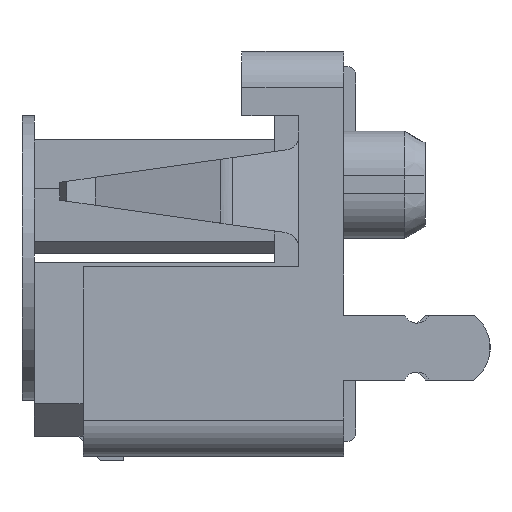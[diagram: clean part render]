
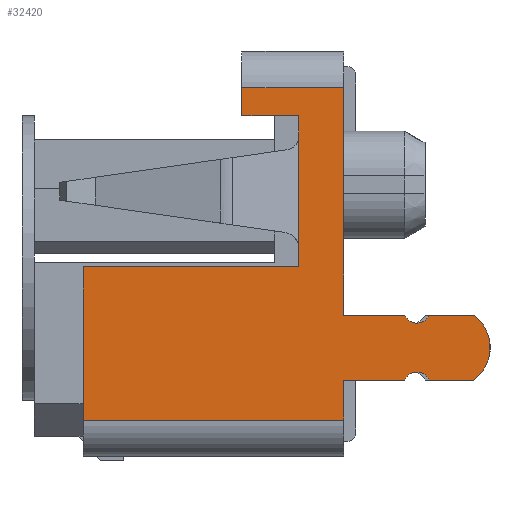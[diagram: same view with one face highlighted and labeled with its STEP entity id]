
A CAD part, left-side view. The second image highlights one B-rep face of the part: STEP entity #32420.
In plain terms, the highlighted planar face has unit normal (-1, 0, 0).
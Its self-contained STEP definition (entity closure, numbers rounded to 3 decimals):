
#2767=LINE('',#50606,#6942);
#2838=LINE('',#50730,#7013);
#2842=LINE('',#50738,#7017);
#2961=LINE('',#50989,#7136);
#2981=LINE('',#51033,#7156);
#2982=LINE('',#51036,#7157);
#2983=LINE('',#51038,#7158);
#2984=LINE('',#51040,#7159);
#2985=LINE('',#51041,#7160);
#2986=LINE('',#51042,#7161);
#2987=LINE('',#51043,#7162);
#2988=LINE('',#51047,#7163);
#2989=LINE('',#51051,#7164);
#2990=LINE('',#51055,#7165);
#2991=LINE('',#51056,#7166);
#6942=VECTOR('',#41186,1000.);
#7013=VECTOR('',#41263,1000.);
#7017=VECTOR('',#41267,1000.);
#7136=VECTOR('',#41406,1000.);
#7156=VECTOR('',#41446,1000.);
#7157=VECTOR('',#41447,1000.);
#7158=VECTOR('',#41448,1000.);
#7159=VECTOR('',#41449,1000.);
#7160=VECTOR('',#41450,1000.);
#7161=VECTOR('',#41451,1000.);
#7162=VECTOR('',#41452,1000.);
#7163=VECTOR('',#41455,1000.);
#7164=VECTOR('',#41458,1000.);
#7165=VECTOR('',#41461,1000.);
#7166=VECTOR('',#41462,1000.);
#9114=PLANE('',#34665);
#16043=ORIENTED_EDGE('',*,*,#22859,.F.);
#16044=ORIENTED_EDGE('',*,*,#22860,.T.);
#16045=ORIENTED_EDGE('',*,*,#22861,.T.);
#16046=ORIENTED_EDGE('',*,*,#22862,.T.);
#16047=ORIENTED_EDGE('',*,*,#22629,.T.);
#16048=ORIENTED_EDGE('',*,*,#22863,.T.);
#16049=ORIENTED_EDGE('',*,*,#22834,.F.);
#16050=ORIENTED_EDGE('',*,*,#22864,.T.);
#16051=ORIENTED_EDGE('',*,*,#22706,.T.);
#16052=ORIENTED_EDGE('',*,*,#22865,.F.);
#16053=ORIENTED_EDGE('',*,*,#22866,.T.);
#16054=ORIENTED_EDGE('',*,*,#22867,.F.);
#16055=ORIENTED_EDGE('',*,*,#22868,.F.);
#16056=ORIENTED_EDGE('',*,*,#22869,.F.);
#16057=ORIENTED_EDGE('',*,*,#22870,.T.);
#16058=ORIENTED_EDGE('',*,*,#22871,.F.);
#16059=ORIENTED_EDGE('',*,*,#22702,.T.);
#16060=ORIENTED_EDGE('',*,*,#22872,.F.);
#22629=EDGE_CURVE('',#26435,#26433,#2767,.T.);
#22702=EDGE_CURVE('',#26485,#26484,#2838,.T.);
#22706=EDGE_CURVE('',#26489,#26488,#2842,.T.);
#22834=EDGE_CURVE('',#26610,#26601,#2961,.T.);
#22859=EDGE_CURVE('',#26625,#26626,#2981,.T.);
#22860=EDGE_CURVE('',#26625,#26627,#2982,.T.);
#22861=EDGE_CURVE('',#26627,#26628,#2983,.T.);
#22862=EDGE_CURVE('',#26628,#26435,#2984,.T.);
#22863=EDGE_CURVE('',#26433,#26601,#2985,.T.);
#22864=EDGE_CURVE('',#26610,#26489,#2986,.T.);
#22865=EDGE_CURVE('',#26629,#26488,#2987,.T.);
#22866=EDGE_CURVE('',#26629,#26630,#27838,.T.);
#22867=EDGE_CURVE('',#26631,#26630,#2988,.T.);
#22868=EDGE_CURVE('',#26632,#26631,#27839,.T.);
#22869=EDGE_CURVE('',#26633,#26632,#2989,.T.);
#22870=EDGE_CURVE('',#26633,#26634,#27840,.T.);
#22871=EDGE_CURVE('',#26485,#26634,#2990,.T.);
#22872=EDGE_CURVE('',#26626,#26484,#2991,.T.);
#26433=VERTEX_POINT('',#50604);
#26435=VERTEX_POINT('',#50607);
#26484=VERTEX_POINT('',#50729);
#26485=VERTEX_POINT('',#50731);
#26488=VERTEX_POINT('',#50737);
#26489=VERTEX_POINT('',#50739);
#26601=VERTEX_POINT('',#50970);
#26610=VERTEX_POINT('',#50988);
#26625=VERTEX_POINT('',#51034);
#26626=VERTEX_POINT('',#51035);
#26627=VERTEX_POINT('',#51037);
#26628=VERTEX_POINT('',#51039);
#26629=VERTEX_POINT('',#51044);
#26630=VERTEX_POINT('',#51046);
#26631=VERTEX_POINT('',#51048);
#26632=VERTEX_POINT('',#51050);
#26633=VERTEX_POINT('',#51052);
#26634=VERTEX_POINT('',#51054);
#27838=CIRCLE('',#34666,0.163);
#27839=CIRCLE('',#34667,0.5);
#27840=CIRCLE('',#34668,0.163);
#28865=EDGE_LOOP('',(#16043,#16044,#16045,#16046,#16047,#16048,#16049,#16050,
#16051,#16052,#16053,#16054,#16055,#16056,#16057,#16058,#16059,#16060));
#30490=FACE_BOUND('',#28865,.T.);
#32420=ADVANCED_FACE('',(#30490),#9114,.F.);
#34665=AXIS2_PLACEMENT_3D('',#51032,#41444,#41445);
#34666=AXIS2_PLACEMENT_3D('',#51045,#41453,#41454);
#34667=AXIS2_PLACEMENT_3D('',#51049,#41456,#41457);
#34668=AXIS2_PLACEMENT_3D('',#51053,#41459,#41460);
#41186=DIRECTION('',(0.,0.,-1.));
#41263=DIRECTION('',(0.,0.,1.));
#41267=DIRECTION('',(0.,0.,1.));
#41406=DIRECTION('',(0.,0.,1.));
#41444=DIRECTION('',(1.,0.,0.));
#41445=DIRECTION('',(0.,0.,-1.));
#41446=DIRECTION('',(0.,0.,1.));
#41447=DIRECTION('',(0.,-1.,0.));
#41448=DIRECTION('',(0.,0.,-1.));
#41449=DIRECTION('',(0.,0.,-1.));
#41450=DIRECTION('',(0.,1.,0.));
#41451=DIRECTION('',(0.,-1.,0.));
#41452=DIRECTION('',(0.,1.,0.));
#41453=DIRECTION('',(1.,0.,0.));
#41454=DIRECTION('',(0.,0.,-1.));
#41455=DIRECTION('',(0.,1.,0.));
#41456=DIRECTION('',(1.,0.,0.));
#41457=DIRECTION('',(0.,0.,-1.));
#41458=DIRECTION('',(0.,-1.,0.));
#41459=DIRECTION('',(1.,0.,0.));
#41460=DIRECTION('',(0.,0.,-1.));
#41461=DIRECTION('',(0.,-1.,0.));
#41462=DIRECTION('',(0.,-1.,0.));
#50604=CARTESIAN_POINT('',(-7.575,0.55,-0.16));
#50606=CARTESIAN_POINT('',(-7.575,0.55,1.7));
#50607=CARTESIAN_POINT('',(-7.575,0.55,0.067));
#50729=CARTESIAN_POINT('',(-7.575,0.,2.04));
#50730=CARTESIAN_POINT('',(-7.575,0.,-2.04));
#50731=CARTESIAN_POINT('',(-7.575,0.,-0.75));
#50737=CARTESIAN_POINT('',(-7.575,0.,-1.55));
#50738=CARTESIAN_POINT('',(-7.575,0.,-2.04));
#50739=CARTESIAN_POINT('',(-7.575,0.,-2.04));
#50970=CARTESIAN_POINT('',(-7.575,3.2,-0.16));
#50988=CARTESIAN_POINT('',(-7.575,3.2,-2.04));
#50989=CARTESIAN_POINT('',(-7.575,3.2,-2.04));
#51032=CARTESIAN_POINT('',(-7.575,3.2,-2.04));
#51033=CARTESIAN_POINT('',(-7.575,1.25,-2.04));
#51034=CARTESIAN_POINT('',(-7.575,1.25,1.7));
#51035=CARTESIAN_POINT('',(-7.575,1.25,2.04));
#51036=CARTESIAN_POINT('',(-7.575,1.25,1.7));
#51037=CARTESIAN_POINT('',(-7.575,0.55,1.7));
#51038=CARTESIAN_POINT('',(-7.575,0.55,1.7));
#51039=CARTESIAN_POINT('',(-7.575,0.55,1.447));
#51040=CARTESIAN_POINT('',(-7.575,0.55,1.45));
#51041=CARTESIAN_POINT('',(-7.575,0.55,-0.16));
#51042=CARTESIAN_POINT('',(-7.575,3.2,-2.04));
#51043=CARTESIAN_POINT('',(-7.575,-0.75,-1.55));
#51044=CARTESIAN_POINT('',(-7.575,-0.75,-1.55));
#51045=CARTESIAN_POINT('',(-7.575,-0.9,-1.613));
#51046=CARTESIAN_POINT('',(-7.575,-1.05,-1.55));
#51047=CARTESIAN_POINT('',(-7.575,-1.6,-1.55));
#51048=CARTESIAN_POINT('',(-7.575,-1.6,-1.55));
#51049=CARTESIAN_POINT('',(-7.575,-1.3,-1.15));
#51050=CARTESIAN_POINT('',(-7.575,-1.6,-0.75));
#51051=CARTESIAN_POINT('',(-7.575,-1.05,-0.75));
#51052=CARTESIAN_POINT('',(-7.575,-1.05,-0.75));
#51053=CARTESIAN_POINT('',(-7.575,-0.9,-0.688));
#51054=CARTESIAN_POINT('',(-7.575,-0.75,-0.75));
#51055=CARTESIAN_POINT('',(-7.575,0.,-0.75));
#51056=CARTESIAN_POINT('',(-7.575,3.2,2.04));
